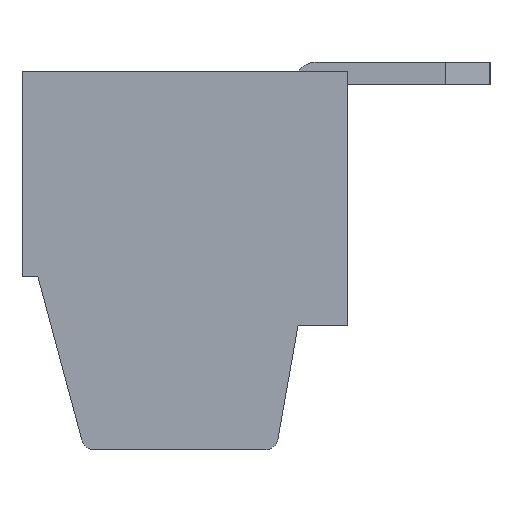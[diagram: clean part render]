
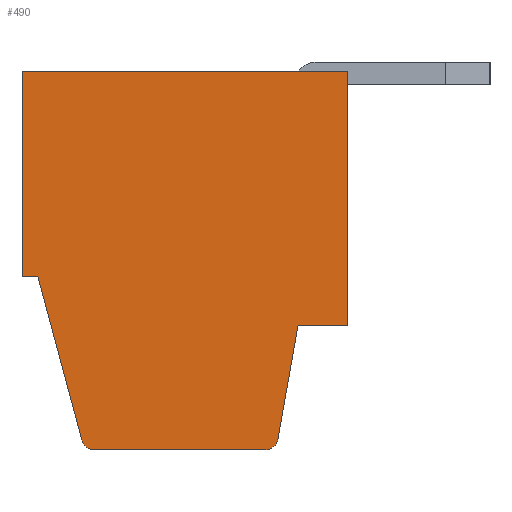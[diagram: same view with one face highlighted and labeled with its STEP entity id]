
A CAD part, left-side view. The second image highlights one B-rep face of the part: STEP entity #490.
In plain terms, the highlighted planar face has unit normal (-1, 0, 0).
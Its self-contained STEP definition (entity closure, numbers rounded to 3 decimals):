
#490 = ADVANCED_FACE( '', ( #1172 ), #1173, .T. );
#1172 = FACE_OUTER_BOUND( '', #2063, .T. );
#1173 = PLANE( '', #2064 );
#2063 = EDGE_LOOP( '', ( #3456, #3457, #3458, #3459, #3460, #3461, #3462, #3463, #3464, #3465 ) );
#2064 = AXIS2_PLACEMENT_3D( '', #3466, #3467, #3468 );
#3456 = ORIENTED_EDGE( '', *, *, #5143, .T. );
#3457 = ORIENTED_EDGE( '', *, *, #5105, .T. );
#3458 = ORIENTED_EDGE( '', *, *, #5327, .T. );
#3459 = ORIENTED_EDGE( '', *, *, #5354, .T. );
#3460 = ORIENTED_EDGE( '', *, *, #5340, .T. );
#3461 = ORIENTED_EDGE( '', *, *, #5344, .T. );
#3462 = ORIENTED_EDGE( '', *, *, #4994, .T. );
#3463 = ORIENTED_EDGE( '', *, *, #5368, .T. );
#3464 = ORIENTED_EDGE( '', *, *, #5369, .T. );
#3465 = ORIENTED_EDGE( '', *, *, #5370, .T. );
#3466 = CARTESIAN_POINT( '', ( 165.647, 199.734, -4.2 ) );
#3467 = DIRECTION( '', ( -1., 0., 0. ) );
#3468 = DIRECTION( '', ( 0., -1., 0. ) );
#4994 = EDGE_CURVE( '', #5942, #5940, #5943, .T. );
#5105 = EDGE_CURVE( '', #6137, #6134, #6138, .T. );
#5143 = EDGE_CURVE( '', #6201, #6137, #6202, .T. );
#5327 = EDGE_CURVE( '', #6134, #6493, #6496, .T. );
#5340 = EDGE_CURVE( '', #6517, #6514, #6518, .T. );
#5344 = EDGE_CURVE( '', #6514, #5942, #6523, .T. );
#5354 = EDGE_CURVE( '', #6493, #6517, #6535, .T. );
#5368 = EDGE_CURVE( '', #5940, #6553, #6554, .T. );
#5369 = EDGE_CURVE( '', #6553, #6555, #6556, .T. );
#5370 = EDGE_CURVE( '', #6555, #6201, #6557, .T. );
#5940 = VERTEX_POINT( '', #7297 );
#5942 = VERTEX_POINT( '', #7300 );
#5943 = LINE( '', #7301, #7302 );
#6134 = VERTEX_POINT( '', #7571 );
#6137 = VERTEX_POINT( '', #7575 );
#6138 = CIRCLE( '', #7576, 0.3 );
#6201 = VERTEX_POINT( '', #7660 );
#6202 = LINE( '', #7661, #7662 );
#6493 = VERTEX_POINT( '', #8051 );
#6496 = LINE( '', #8055, #8056 );
#6514 = VERTEX_POINT( '', #8077 );
#6517 = VERTEX_POINT( '', #8081 );
#6518 = LINE( '', #8082, #8083 );
#6523 = LINE( '', #8090, #8091 );
#6535 = CIRCLE( '', #8107, 0.3 );
#6553 = VERTEX_POINT( '', #8133 );
#6554 = LINE( '', #8134, #8135 );
#6555 = VERTEX_POINT( '', #8136 );
#6556 = LINE( '', #8137, #8138 );
#6557 = LINE( '', #8139, #8140 );
#7297 = CARTESIAN_POINT( '', ( 165.647, 192.434, 0. ) );
#7300 = CARTESIAN_POINT( '', ( 165.647, 192.434, -5.7 ) );
#7301 = CARTESIAN_POINT( '', ( 165.647, 192.434, 0. ) );
#7302 = VECTOR( '', #8953, 1000. );
#7571 = CARTESIAN_POINT( '', ( 165.647, 198.104, -8.5 ) );
#7575 = CARTESIAN_POINT( '', ( 165.647, 198.394, -8.278 ) );
#7576 = AXIS2_PLACEMENT_3D( '', #9066, #9067, #9068 );
#7660 = CARTESIAN_POINT( '', ( 165.647, 199.379, -4.6 ) );
#7661 = CARTESIAN_POINT( '', ( 165.647, 198.394, -8.278 ) );
#7662 = VECTOR( '', #9111, 1000. );
#8051 = CARTESIAN_POINT( '', ( 165.647, 194.286, -8.5 ) );
#8055 = CARTESIAN_POINT( '', ( 165.647, 194.286, -8.5 ) );
#8056 = VECTOR( '', #9331, 1000. );
#8077 = CARTESIAN_POINT( '', ( 165.647, 193.541, -5.7 ) );
#8081 = CARTESIAN_POINT( '', ( 165.647, 193.991, -8.252 ) );
#8082 = CARTESIAN_POINT( '', ( 165.647, 193.541, -5.7 ) );
#8083 = VECTOR( '', #9351, 1000. );
#8090 = CARTESIAN_POINT( '', ( 165.647, 192.434, -5.7 ) );
#8091 = VECTOR( '', #9354, 1000. );
#8107 = AXIS2_PLACEMENT_3D( '', #9362, #9363, #9364 );
#8133 = CARTESIAN_POINT( '', ( 165.647, 199.734, 0. ) );
#8134 = CARTESIAN_POINT( '', ( 165.647, 199.734, 0. ) );
#8135 = VECTOR( '', #9376, 1000. );
#8136 = CARTESIAN_POINT( '', ( 165.647, 199.734, -4.6 ) );
#8137 = CARTESIAN_POINT( '', ( 165.647, 199.734, -4.6 ) );
#8138 = VECTOR( '', #9377, 1000. );
#8139 = CARTESIAN_POINT( '', ( 165.647, 199.379, -4.6 ) );
#8140 = VECTOR( '', #9378, 1000. );
#8953 = DIRECTION( '', ( 0., 0., 1. ) );
#9066 = CARTESIAN_POINT( '', ( 165.647, 198.104, -8.2 ) );
#9067 = DIRECTION( '', ( -1., 0., 0. ) );
#9068 = DIRECTION( '', ( 0., -1., 0. ) );
#9111 = DIRECTION( '', ( 0., -0.259, -0.966 ) );
#9331 = DIRECTION( '', ( 0., -1., 0. ) );
#9351 = DIRECTION( '', ( 0., -0.174, 0.985 ) );
#9354 = DIRECTION( '', ( 0., -1., 0. ) );
#9362 = CARTESIAN_POINT( '', ( 165.647, 194.286, -8.2 ) );
#9363 = DIRECTION( '', ( -1., 0., 0. ) );
#9364 = DIRECTION( '', ( 0., -1., 0. ) );
#9376 = DIRECTION( '', ( 0., 1., 0. ) );
#9377 = DIRECTION( '', ( 0., 0., -1. ) );
#9378 = DIRECTION( '', ( 0., -1., 0. ) );
